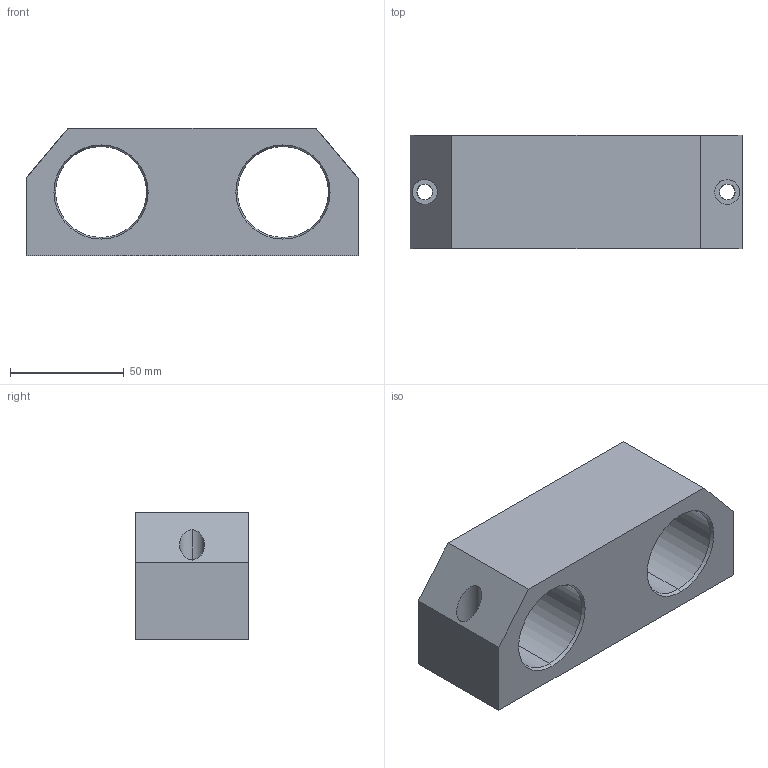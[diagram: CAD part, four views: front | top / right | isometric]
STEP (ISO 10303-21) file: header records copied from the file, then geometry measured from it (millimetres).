
FILE_DESCRIPTION (( 'STEP AP214' ), '1' );
FILE_NAME ('KDCG -30.step', '2020-03-04T13:10:09', ( '' ), ( '' ), 'SwSTEP 2.0', 'SolidWorks 2019', '' );
FILE_SCHEMA (( 'AUTOMOTIVE_DESIGN' ));
Length unit declared in the file: millimetre
Products named in the file (1): KDCG -30
Bounding box: 146 x 50 x 56 mm (x, y, z)
Volume: 257764.1 mm3; surface area: 43785.9 mm2
Topology: 1 solids, 1 shells, 42 faces, 96 edges, 59 vertices
Faces by surface type: cylinder 18, cone 12, plane 12
Entity records: 1310 total; most frequent: DIRECTION 218, CARTESIAN_POINT 208, ORIENTED_EDGE 188, EDGE_CURVE 94, AXIS2_PLACEMENT_3D 85, VERTEX_POINT 59, EDGE_LOOP 55, LINE 48
